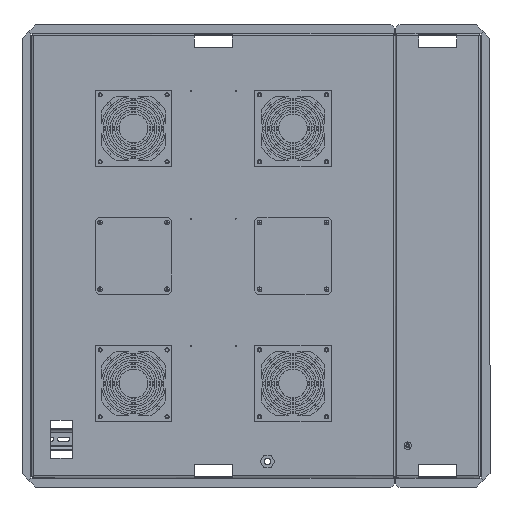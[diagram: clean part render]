
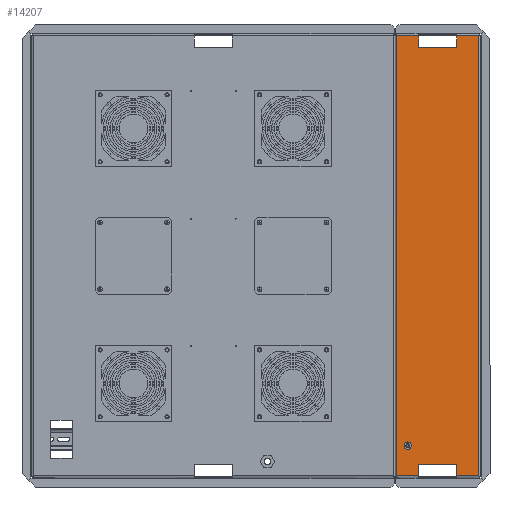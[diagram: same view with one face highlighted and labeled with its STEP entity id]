
A CAD part, top view. The second image highlights one B-rep face of the part: STEP entity #14207.
In plain terms, the highlighted planar face has unit normal (0, 0, 1).
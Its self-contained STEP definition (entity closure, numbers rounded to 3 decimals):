
#271 = ORIENTED_EDGE ( 'NONE', *, *, #30068, .T. ) ;
#359 = ORIENTED_EDGE ( 'NONE', *, *, #51632, .F. ) ;
#432 = CARTESIAN_POINT ( 'NONE',  ( 30., -327.5, 1.2 ) ) ;
#1219 = LINE ( 'NONE', #37828, #20980 ) ;
#1256 = ORIENTED_EDGE ( 'NONE', *, *, #36876, .T. ) ;
#2124 = AXIS2_PLACEMENT_3D ( 'NONE', #4674, #49897, #19746 ) ;
#2187 = DIRECTION ( 'NONE',  ( 0., 1., 0. ) ) ;
#2745 = CARTESIAN_POINT ( 'NONE',  ( -30., -327.5, 1.2 ) ) ;
#3835 = CARTESIAN_POINT ( 'NONE',  ( -64.55, -345.05, 1.2 ) ) ;
#4133 = DIRECTION ( 'NONE',  ( -1., 0., 0. ) ) ;
#4205 = EDGE_CURVE ( 'NONE', #37720, #7868, #42042, .T. ) ;
#4674 = CARTESIAN_POINT ( 'NONE',  ( -67., -347.5, 1.2 ) ) ;
#5228 = CARTESIAN_POINT ( 'NONE',  ( -64.55, -345.05, 1.2 ) ) ;
#6041 = CARTESIAN_POINT ( 'NONE',  ( 30., 327.5, 1.2 ) ) ;
#6831 = LINE ( 'NONE', #14733, #47794 ) ;
#7191 = ORIENTED_EDGE ( 'NONE', *, *, #33918, .T. ) ;
#7695 = DIRECTION ( 'NONE',  ( 0., 0., -1. ) ) ;
#7868 = VERTEX_POINT ( 'NONE', #432 ) ;
#8229 = CARTESIAN_POINT ( 'NONE',  ( 64.55, -345.05, 1.2 ) ) ;
#8447 = VERTEX_POINT ( 'NONE', #6041 ) ;
#9627 = CARTESIAN_POINT ( 'NONE',  ( 47., 297.975, 1.2 ) ) ;
#9661 = LINE ( 'NONE', #16722, #44329 ) ;
#9810 = DIRECTION ( 'NONE',  ( 0., 1., 0. ) ) ;
#10082 = EDGE_LOOP ( 'NONE', ( #12187, #271, #35877, #1256, #48037, #17222, #50209, #359, #33527, #27588, #46037, #7191 ) ) ;
#11480 = DIRECTION ( 'NONE',  ( 1., 0., 0. ) ) ;
#12187 = ORIENTED_EDGE ( 'NONE', *, *, #4205, .T. ) ;
#13286 = DIRECTION ( 'NONE',  ( 0., -1., 0. ) ) ;
#13791 = LINE ( 'NONE', #49059, #47709 ) ;
#13832 = LINE ( 'NONE', #51870, #29357 ) ;
#13953 = CARTESIAN_POINT ( 'NONE',  ( -30., 327.5, 1.2 ) ) ;
#14207 = ADVANCED_FACE ( '�����2', ( #25420, #21141 ), #49713, .T. ) ;
#14555 = LINE ( 'NONE', #8229, #52029 ) ;
#14733 = CARTESIAN_POINT ( 'NONE',  ( 30., -346.3, 1.2 ) ) ;
#14858 = VECTOR ( 'NONE', #38220, 1000. ) ;
#14971 = CARTESIAN_POINT ( 'NONE',  ( -64.55, 345.05, 1.2 ) ) ;
#16035 = CARTESIAN_POINT ( 'NONE',  ( -30., -327.5, 1.2 ) ) ;
#16131 = LINE ( 'NONE', #32537, #16876 ) ;
#16199 = ORIENTED_EDGE ( 'NONE', *, *, #53949, .T. ) ;
#16536 = DIRECTION ( 'NONE',  ( 1., 0., 0. ) ) ;
#16722 = CARTESIAN_POINT ( 'NONE',  ( -64.55, -345.05, 1.2 ) ) ;
#16876 = VECTOR ( 'NONE', #9810, 1000. ) ;
#17222 = ORIENTED_EDGE ( 'NONE', *, *, #56283, .F. ) ;
#18804 = VERTEX_POINT ( 'NONE', #34703 ) ;
#19284 = EDGE_CURVE ( 'NONE', #57969, #24578, #30437, .T. ) ;
#19746 = DIRECTION ( 'NONE',  ( 1., 0., 0. ) ) ;
#20268 = DIRECTION ( 'NONE',  ( 0., 1., 0. ) ) ;
#20453 = EDGE_LOOP ( 'NONE', ( #29967, #16199 ) ) ;
#20518 = VERTEX_POINT ( 'NONE', #51319 ) ;
#20860 = DIRECTION ( 'NONE',  ( 0., 1., 0. ) ) ;
#20980 = VECTOR ( 'NONE', #4133, 1000. ) ;
#21141 = FACE_OUTER_BOUND ( 'NONE', #10082, .T. ) ;
#21859 = EDGE_CURVE ( 'NONE', #39784, #57969, #1219, .T. ) ;
#23373 = VERTEX_POINT ( 'NONE', #56626 ) ;
#23591 = CARTESIAN_POINT ( 'NONE',  ( -30., 327.5, 1.2 ) ) ;
#24086 = LINE ( 'NONE', #3835, #55900 ) ;
#24108 = VERTEX_POINT ( 'NONE', #52296 ) ;
#24483 = CARTESIAN_POINT ( 'NONE',  ( 47., 297.5, 1.2 ) ) ;
#24578 = VERTEX_POINT ( 'NONE', #5228 ) ;
#25420 = FACE_BOUND ( 'NONE', #20453, .T. ) ;
#25744 = CARTESIAN_POINT ( 'NONE',  ( 64.55, 345.05, 1.2 ) ) ;
#25993 = CARTESIAN_POINT ( 'NONE',  ( 30., -345.05, 1.2 ) ) ;
#27588 = ORIENTED_EDGE ( 'NONE', *, *, #19284, .T. ) ;
#28877 = LINE ( 'NONE', #2745, #40943 ) ;
#29357 = VECTOR ( 'NONE', #51686, 1000. ) ;
#29400 = VERTEX_POINT ( 'NONE', #25744 ) ;
#29638 = CARTESIAN_POINT ( 'NONE',  ( -64.55, 345.05, 1.2 ) ) ;
#29967 = ORIENTED_EDGE ( 'NONE', *, *, #46376, .T. ) ;
#30068 = EDGE_CURVE ( 'NONE', #7868, #52682, #6831, .T. ) ;
#30336 = EDGE_CURVE ( 'NONE', #29400, #23373, #13832, .T. ) ;
#30367 = CARTESIAN_POINT ( 'NONE',  ( 47., 297.5, 1.2 ) ) ;
#30437 = LINE ( 'NONE', #29638, #14858 ) ;
#31202 = AXIS2_PLACEMENT_3D ( 'NONE', #24483, #56279, #2187 ) ;
#32330 = DIRECTION ( 'NONE',  ( 0., -1., 0. ) ) ;
#32537 = CARTESIAN_POINT ( 'NONE',  ( 30., 346.3, 1.2 ) ) ;
#32563 = EDGE_CURVE ( 'NONE', #43502, #8447, #41844, .T. ) ;
#33413 = CIRCLE ( 'NONE', #31202, 0.475 ) ;
#33527 = ORIENTED_EDGE ( 'NONE', *, *, #21859, .T. ) ;
#33918 = EDGE_CURVE ( 'NONE', #18804, #37720, #28877, .T. ) ;
#34039 = CARTESIAN_POINT ( 'NONE',  ( -30., 345.05, 1.2 ) ) ;
#34703 = CARTESIAN_POINT ( 'NONE',  ( -30., -345.05, 1.2 ) ) ;
#35462 = DIRECTION ( 'NONE',  ( 1., 0., 0. ) ) ;
#35877 = ORIENTED_EDGE ( 'NONE', *, *, #45034, .T. ) ;
#36876 = EDGE_CURVE ( 'NONE', #20518, #29400, #14555, .T. ) ;
#37720 = VERTEX_POINT ( 'NONE', #50036 ) ;
#37781 = AXIS2_PLACEMENT_3D ( 'NONE', #30367, #7695, #39930 ) ;
#37828 = CARTESIAN_POINT ( 'NONE',  ( 64.55, 345.05, 1.2 ) ) ;
#38220 = DIRECTION ( 'NONE',  ( 0., -1., 0. ) ) ;
#38646 = VERTEX_POINT ( 'NONE', #9627 ) ;
#39784 = VERTEX_POINT ( 'NONE', #34039 ) ;
#39930 = DIRECTION ( 'NONE',  ( 0., 1., 0. ) ) ;
#40011 = CIRCLE ( 'NONE', #37781, 0.475 ) ;
#40943 = VECTOR ( 'NONE', #20268, 1000. ) ;
#41844 = LINE ( 'NONE', #13953, #46765 ) ;
#42042 = LINE ( 'NONE', #16035, #57521 ) ;
#43502 = VERTEX_POINT ( 'NONE', #23591 ) ;
#44329 = VECTOR ( 'NONE', #16536, 1000. ) ;
#45034 = EDGE_CURVE ( 'NONE', #52682, #20518, #9661, .T. ) ;
#46037 = ORIENTED_EDGE ( 'NONE', *, *, #47664, .T. ) ;
#46376 = EDGE_CURVE ( 'NONE', #38646, #24108, #40011, .T. ) ;
#46765 = VECTOR ( 'NONE', #49745, 1000. ) ;
#47664 = EDGE_CURVE ( 'NONE', #24578, #18804, #24086, .T. ) ;
#47709 = VECTOR ( 'NONE', #13286, 1000. ) ;
#47794 = VECTOR ( 'NONE', #32330, 1000. ) ;
#48037 = ORIENTED_EDGE ( 'NONE', *, *, #30336, .T. ) ;
#49059 = CARTESIAN_POINT ( 'NONE',  ( -30., 327.5, 1.2 ) ) ;
#49713 = PLANE ( 'NONE',  #2124 ) ;
#49745 = DIRECTION ( 'NONE',  ( 1., 0., 0. ) ) ;
#49897 = DIRECTION ( 'NONE',  ( 0., 0., 1. ) ) ;
#50036 = CARTESIAN_POINT ( 'NONE',  ( -30., -327.5, 1.2 ) ) ;
#50209 = ORIENTED_EDGE ( 'NONE', *, *, #32563, .F. ) ;
#51319 = CARTESIAN_POINT ( 'NONE',  ( 64.55, -345.05, 1.2 ) ) ;
#51632 = EDGE_CURVE ( 'NONE', #39784, #43502, #13791, .T. ) ;
#51686 = DIRECTION ( 'NONE',  ( -1., 0., 0. ) ) ;
#51870 = CARTESIAN_POINT ( 'NONE',  ( 64.55, 345.05, 1.2 ) ) ;
#52029 = VECTOR ( 'NONE', #20860, 1000. ) ;
#52296 = CARTESIAN_POINT ( 'NONE',  ( 47., 297.025, 1.2 ) ) ;
#52682 = VERTEX_POINT ( 'NONE', #25993 ) ;
#53949 = EDGE_CURVE ( 'NONE', #24108, #38646, #33413, .T. ) ;
#55900 = VECTOR ( 'NONE', #35462, 1000. ) ;
#56279 = DIRECTION ( 'NONE',  ( 0., 0., -1. ) ) ;
#56283 = EDGE_CURVE ( 'NONE', #8447, #23373, #16131, .T. ) ;
#56626 = CARTESIAN_POINT ( 'NONE',  ( 30., 345.05, 1.2 ) ) ;
#57521 = VECTOR ( 'NONE', #11480, 1000. ) ;
#57969 = VERTEX_POINT ( 'NONE', #14971 ) ;
